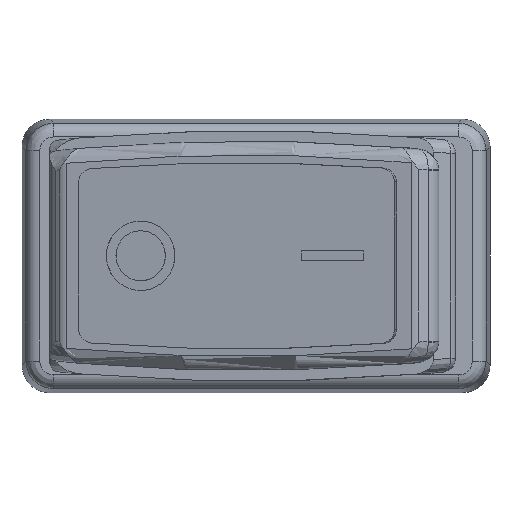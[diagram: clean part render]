
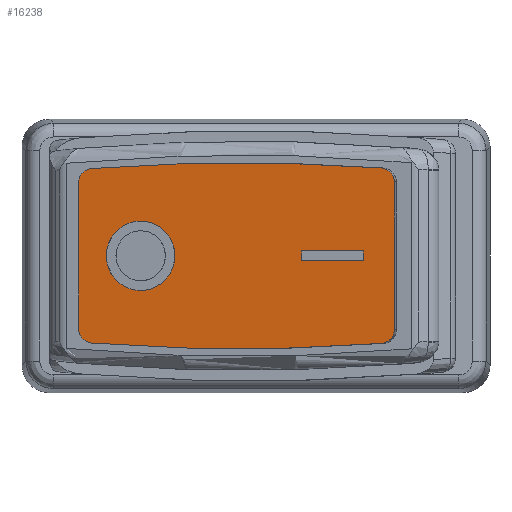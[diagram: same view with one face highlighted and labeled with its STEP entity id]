
A CAD part, top view. The second image highlights one B-rep face of the part: STEP entity #16238.
In plain terms, the highlighted face is planar.
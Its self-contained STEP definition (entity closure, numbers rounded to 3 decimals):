
#1138=CIRCLE('',#17695,140.348);
#1139=CIRCLE('',#17698,140.348);
#1140=CIRCLE('',#17700,2.5);
#1141=CIRCLE('',#17701,1.);
#1142=CIRCLE('',#17702,1.);
#1143=CIRCLE('',#17703,1.);
#1144=CIRCLE('',#17704,1.);
#5800=ORIENTED_EDGE('',*,*,#8202,.F.);
#5801=ORIENTED_EDGE('',*,*,#8203,.F.);
#5802=ORIENTED_EDGE('',*,*,#8204,.F.);
#5803=ORIENTED_EDGE('',*,*,#8205,.F.);
#5804=ORIENTED_EDGE('',*,*,#8206,.T.);
#5805=ORIENTED_EDGE('',*,*,#8191,.T.);
#5806=ORIENTED_EDGE('',*,*,#8207,.T.);
#5807=ORIENTED_EDGE('',*,*,#8193,.T.);
#5808=ORIENTED_EDGE('',*,*,#8208,.T.);
#5809=ORIENTED_EDGE('',*,*,#8196,.T.);
#5810=ORIENTED_EDGE('',*,*,#8209,.T.);
#5811=ORIENTED_EDGE('',*,*,#8199,.T.);
#5812=ORIENTED_EDGE('',*,*,#8210,.T.);
#8191=EDGE_CURVE('',#9763,#9762,#11227,.T.);
#8193=EDGE_CURVE('',#9764,#9765,#1138,.T.);
#8196=EDGE_CURVE('',#9766,#9767,#11231,.T.);
#8199=EDGE_CURVE('',#9768,#9769,#1139,.T.);
#8202=EDGE_CURVE('',#9770,#9771,#11236,.T.);
#8203=EDGE_CURVE('',#9772,#9770,#11237,.T.);
#8204=EDGE_CURVE('',#9773,#9772,#11238,.T.);
#8205=EDGE_CURVE('',#9771,#9773,#11239,.T.);
#8206=EDGE_CURVE('',#9774,#9774,#1140,.T.);
#8207=EDGE_CURVE('',#9762,#9764,#1141,.T.);
#8208=EDGE_CURVE('',#9765,#9766,#1142,.T.);
#8209=EDGE_CURVE('',#9767,#9768,#1143,.T.);
#8210=EDGE_CURVE('',#9769,#9763,#1144,.T.);
#9762=VERTEX_POINT('',#31059);
#9763=VERTEX_POINT('',#31061);
#9764=VERTEX_POINT('',#31065);
#9765=VERTEX_POINT('',#31066);
#9766=VERTEX_POINT('',#31071);
#9767=VERTEX_POINT('',#31072);
#9768=VERTEX_POINT('',#31077);
#9769=VERTEX_POINT('',#31078);
#9770=VERTEX_POINT('',#31083);
#9771=VERTEX_POINT('',#31084);
#9772=VERTEX_POINT('',#31086);
#9773=VERTEX_POINT('',#31088);
#9774=VERTEX_POINT('',#31091);
#11227=LINE('',#31060,#12693);
#11231=LINE('',#31070,#12697);
#11236=LINE('',#31082,#12702);
#11237=LINE('',#31085,#12703);
#11238=LINE('',#31087,#12704);
#11239=LINE('',#31089,#12705);
#12693=VECTOR('',#21058,1000.);
#12697=VECTOR('',#21068,1000.);
#12702=VECTOR('',#21079,1000.);
#12703=VECTOR('',#21080,1000.);
#12704=VECTOR('',#21081,1000.);
#12705=VECTOR('',#21082,1000.);
#13677=EDGE_LOOP('',(#5800,#5801,#5802,#5803));
#13678=EDGE_LOOP('',(#5804));
#13679=EDGE_LOOP('',(#5805,#5806,#5807,#5808,#5809,#5810,#5811,#5812));
#14661=FACE_BOUND('',#13677,.T.);
#14662=FACE_BOUND('',#13678,.T.);
#14663=FACE_BOUND('',#13679,.T.);
#15360=PLANE('',#17699);
#16238=ADVANCED_FACE('',(#14661,#14662,#14663),#15360,.T.);
#17695=AXIS2_PLACEMENT_3D('',#31064,#21062,#21063);
#17698=AXIS2_PLACEMENT_3D('',#31076,#21073,#21074);
#17699=AXIS2_PLACEMENT_3D('',#31081,#21077,#21078);
#17700=AXIS2_PLACEMENT_3D('',#31090,#21083,#21084);
#17701=AXIS2_PLACEMENT_3D('',#31092,#21085,#21086);
#17702=AXIS2_PLACEMENT_3D('',#31093,#21087,#21088);
#17703=AXIS2_PLACEMENT_3D('',#31094,#21089,#21090);
#17704=AXIS2_PLACEMENT_3D('',#31095,#21091,#21092);
#21058=DIRECTION('',(0.,-1.,0.));
#21062=DIRECTION('',(0.,0.,1.));
#21063=DIRECTION('',(0.,1.,0.));
#21068=DIRECTION('',(0.,1.,0.));
#21073=DIRECTION('',(0.,0.,1.));
#21074=DIRECTION('',(0.,-1.,0.));
#21077=DIRECTION('',(0.,0.,1.));
#21078=DIRECTION('',(1.,0.,0.));
#21079=DIRECTION('',(1.,0.,0.));
#21080=DIRECTION('',(0.,-1.,0.));
#21081=DIRECTION('',(-1.,0.,0.));
#21082=DIRECTION('',(0.,1.,0.));
#21083=DIRECTION('',(0.,0.,-1.));
#21084=DIRECTION('',(0.,-1.,0.));
#21085=DIRECTION('',(0.,0.,1.));
#21086=DIRECTION('',(1.,0.,0.));
#21087=DIRECTION('',(0.,0.,1.));
#21088=DIRECTION('',(1.,0.,0.));
#21089=DIRECTION('',(0.,0.,1.));
#21090=DIRECTION('',(1.,0.,0.));
#21091=DIRECTION('',(0.,0.,1.));
#21092=DIRECTION('',(1.,0.,0.));
#31059=CARTESIAN_POINT('',(-11.301,-5.319,4.23));
#31060=CARTESIAN_POINT('',(-11.301,6.244,4.23));
#31061=CARTESIAN_POINT('',(-11.301,5.319,4.23));
#31064=CARTESIAN_POINT('',(0.,133.648,4.23));
#31065=CARTESIAN_POINT('',(-10.374,-6.316,4.23));
#31066=CARTESIAN_POINT('',(10.803,-6.284,4.23));
#31070=CARTESIAN_POINT('',(11.727,-6.209,4.23));
#31071=CARTESIAN_POINT('',(11.727,-5.287,4.23));
#31072=CARTESIAN_POINT('',(11.727,5.287,4.23));
#31076=CARTESIAN_POINT('',(0.,-133.648,4.23));
#31077=CARTESIAN_POINT('',(10.803,6.284,4.23));
#31078=CARTESIAN_POINT('',(-10.374,6.316,4.23));
#31081=CARTESIAN_POINT('',(0.,133.648,4.23));
#31082=CARTESIAN_POINT('',(-9.035,-0.35,4.23));
#31083=CARTESIAN_POINT('',(-9.035,-0.35,4.23));
#31084=CARTESIAN_POINT('',(-4.535,-0.35,4.23));
#31085=CARTESIAN_POINT('',(-9.035,0.35,4.23));
#31086=CARTESIAN_POINT('',(-9.035,0.35,4.23));
#31087=CARTESIAN_POINT('',(-4.535,0.35,4.23));
#31088=CARTESIAN_POINT('',(-4.535,0.35,4.23));
#31089=CARTESIAN_POINT('',(-4.535,-0.35,4.23));
#31090=CARTESIAN_POINT('',(7.215,0.,4.23));
#31091=CARTESIAN_POINT('',(7.215,-2.5,4.23));
#31092=CARTESIAN_POINT('',(-10.301,-5.319,4.23));
#31093=CARTESIAN_POINT('',(10.727,-5.287,4.23));
#31094=CARTESIAN_POINT('',(10.727,5.287,4.23));
#31095=CARTESIAN_POINT('',(-10.301,5.319,4.23));
